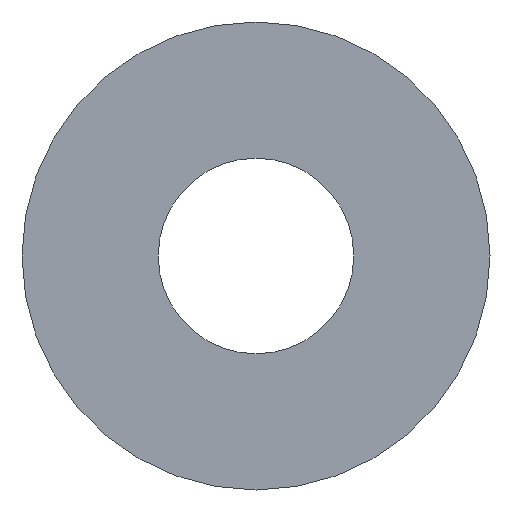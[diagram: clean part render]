
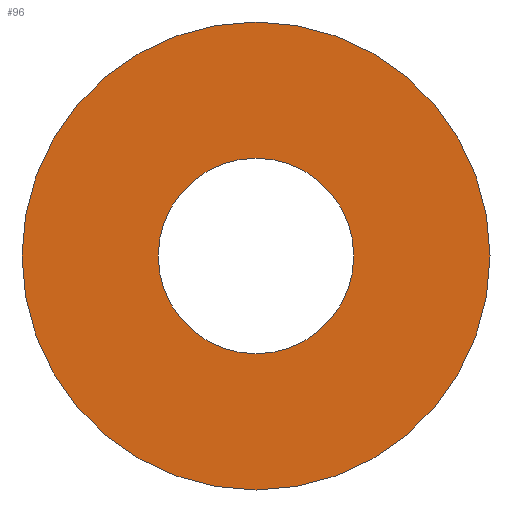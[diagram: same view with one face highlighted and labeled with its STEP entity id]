
A CAD part, left-side view. The second image highlights one B-rep face of the part: STEP entity #96.
In plain terms, the highlighted planar face has unit normal (-1, 0, 0).
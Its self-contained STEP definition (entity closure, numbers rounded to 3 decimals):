
#84 = VERTEX_POINT( '', #197 );
#92 = VERTEX_POINT( '', #205 );
#96 = ADVANCED_FACE( '', ( #209, #210 ), #211, .T. );
#110 = VERTEX_POINT( '', #227 );
#118 = EDGE_CURVE( '', #110, #84, #237, .T. );
#130 = VERTEX_POINT( '', #252 );
#136 = EDGE_CURVE( '', #92, #130, #260, .T. );
#146 = EDGE_CURVE( '', #130, #92, #270, .T. );
#166 = EDGE_CURVE( '', #84, #110, #292, .T. );
#197 = CARTESIAN_POINT( '', ( -52., 16.3, 0. ) );
#205 = CARTESIAN_POINT( '', ( -52., 39., 0. ) );
#209 = FACE_BOUND( '', #334, .T. );
#210 = FACE_OUTER_BOUND( '', #335, .T. );
#211 = PLANE( '', #336 );
#227 = CARTESIAN_POINT( '', ( -52., -16.3, 0. ) );
#237 = CIRCLE( '', #368, 16.3 );
#252 = CARTESIAN_POINT( '', ( -52., -39., 0. ) );
#260 = CIRCLE( '', #394, 39. );
#270 = CIRCLE( '', #409, 39. );
#292 = CIRCLE( '', #437, 16.3 );
#334 = EDGE_LOOP( '', ( #460, #461 ) );
#335 = EDGE_LOOP( '', ( #462, #463 ) );
#336 = AXIS2_PLACEMENT_3D( '', #464, #465, #466 );
#368 = AXIS2_PLACEMENT_3D( '', #496, #497, #498 );
#394 = AXIS2_PLACEMENT_3D( '', #540, #541, #542 );
#409 = AXIS2_PLACEMENT_3D( '', #550, #551, #552 );
#437 = AXIS2_PLACEMENT_3D( '', #575, #576, #577 );
#460 = ORIENTED_EDGE( '', *, *, #166, .F. );
#461 = ORIENTED_EDGE( '', *, *, #118, .F. );
#462 = ORIENTED_EDGE( '', *, *, #136, .T. );
#463 = ORIENTED_EDGE( '', *, *, #146, .T. );
#464 = CARTESIAN_POINT( '', ( -52., 27.65, 0. ) );
#465 = DIRECTION( '', ( -1., 0., 0. ) );
#466 = DIRECTION( '', ( 0., 1., 0. ) );
#496 = CARTESIAN_POINT( '', ( -52., 0., 0. ) );
#497 = DIRECTION( '', ( -1., 0., 0. ) );
#498 = DIRECTION( '', ( 0., 1., 0. ) );
#540 = CARTESIAN_POINT( '', ( -52., 0., 0. ) );
#541 = DIRECTION( '', ( -1., 0., 0. ) );
#542 = DIRECTION( '', ( 0., 1., 0. ) );
#550 = CARTESIAN_POINT( '', ( -52., 0., 0. ) );
#551 = DIRECTION( '', ( -1., 0., 0. ) );
#552 = DIRECTION( '', ( 0., 1., 0. ) );
#575 = CARTESIAN_POINT( '', ( -52., 0., 0. ) );
#576 = DIRECTION( '', ( -1., 0., 0. ) );
#577 = DIRECTION( '', ( 0., 1., 0. ) );
